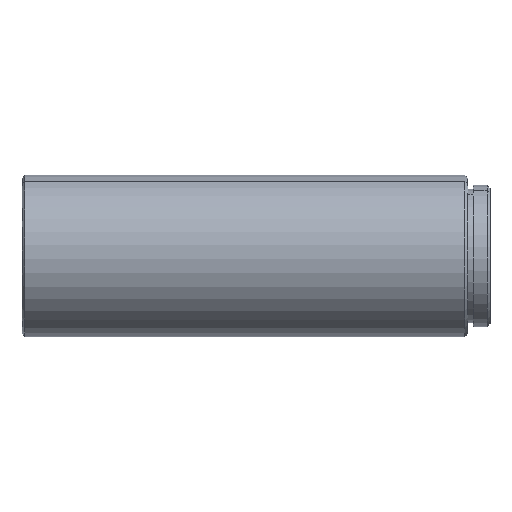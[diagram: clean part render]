
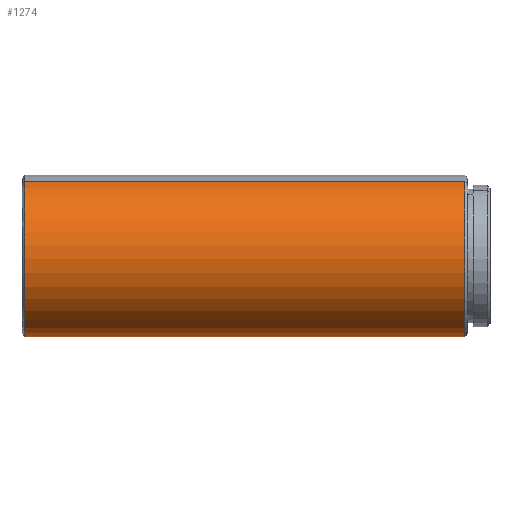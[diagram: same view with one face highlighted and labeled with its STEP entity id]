
A CAD part, front view. The second image highlights one B-rep face of the part: STEP entity #1274.
In plain terms, the highlighted cylindrical face has radius 14.5 mm (diameter 29 mm), a partial arc.
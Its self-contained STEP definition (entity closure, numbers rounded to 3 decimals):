
#53 = CARTESIAN_POINT ( 'NONE',  ( 27.097, 0., 0. ) ) ;
#106 = AXIS2_PLACEMENT_3D ( 'NONE', #247, #1759, #1770 ) ;
#247 = CARTESIAN_POINT ( 'NONE',  ( 27.597, 0., 0. ) ) ;
#358 = DIRECTION ( 'NONE',  ( -1., 0., 0. ) ) ;
#474 = VECTOR ( 'NONE', #1689, 1000. ) ;
#601 = ORIENTED_EDGE ( 'NONE', *, *, #1852, .F. ) ;
#635 = CARTESIAN_POINT ( 'NONE',  ( 27.597, -5.542, 13.399 ) ) ;
#851 = VERTEX_POINT ( 'NONE', #1940 ) ;
#887 = CIRCLE ( 'NONE', #106, 14.5 ) ;
#921 = LINE ( 'NONE', #1890, #474 ) ;
#956 = CARTESIAN_POINT ( 'NONE',  ( 106.577, 5.542, -13.399 ) ) ;
#977 = CARTESIAN_POINT ( 'NONE',  ( 27.597, 5.542, -13.399 ) ) ;
#1074 = ORIENTED_EDGE ( 'NONE', *, *, #2757, .T. ) ;
#1274 = ADVANCED_FACE ( 'NONE', ( #2640 ), #2774, .T. ) ;
#1321 = ORIENTED_EDGE ( 'NONE', *, *, #2163, .T. ) ;
#1378 = VERTEX_POINT ( 'NONE', #977 ) ;
#1382 = DIRECTION ( 'NONE',  ( 0., -0.382, 0.924 ) ) ;
#1471 = DIRECTION ( 'NONE',  ( -1., 0., 0. ) ) ;
#1498 = ORIENTED_EDGE ( 'NONE', *, *, #1567, .T. ) ;
#1567 = EDGE_CURVE ( 'NONE', #851, #1626, #921, .T. ) ;
#1626 = VERTEX_POINT ( 'NONE', #635 ) ;
#1679 = CARTESIAN_POINT ( 'NONE',  ( 106.577, 0., 0. ) ) ;
#1689 = DIRECTION ( 'NONE',  ( -1., 0., 0. ) ) ;
#1702 = EDGE_LOOP ( 'NONE', ( #601, #1074, #1498, #1321 ) ) ;
#1757 = AXIS2_PLACEMENT_3D ( 'NONE', #1679, #358, #2364 ) ;
#1759 = DIRECTION ( 'NONE',  ( 1., 0., 0. ) ) ;
#1770 = DIRECTION ( 'NONE',  ( 0., 0.382, -0.924 ) ) ;
#1852 = EDGE_CURVE ( 'NONE', #2698, #1378, #2454, .T. ) ;
#1890 = CARTESIAN_POINT ( 'NONE',  ( 27.097, -5.542, 13.399 ) ) ;
#1892 = AXIS2_PLACEMENT_3D ( 'NONE', #53, #2264, #1382 ) ;
#1940 = CARTESIAN_POINT ( 'NONE',  ( 106.577, -5.542, 13.399 ) ) ;
#2030 = CIRCLE ( 'NONE', #1757, 14.5 ) ;
#2163 = EDGE_CURVE ( 'NONE', #1626, #1378, #887, .T. ) ;
#2264 = DIRECTION ( 'NONE',  ( -1., 0., 0. ) ) ;
#2364 = DIRECTION ( 'NONE',  ( 0., -0.382, 0.924 ) ) ;
#2389 = VECTOR ( 'NONE', #1471, 1000. ) ;
#2454 = LINE ( 'NONE', #2760, #2389 ) ;
#2640 = FACE_OUTER_BOUND ( 'NONE', #1702, .T. ) ;
#2698 = VERTEX_POINT ( 'NONE', #956 ) ;
#2757 = EDGE_CURVE ( 'NONE', #2698, #851, #2030, .T. ) ;
#2760 = CARTESIAN_POINT ( 'NONE',  ( 27.097, 5.542, -13.399 ) ) ;
#2774 = CYLINDRICAL_SURFACE ( 'NONE', #1892, 14.5 ) ;
